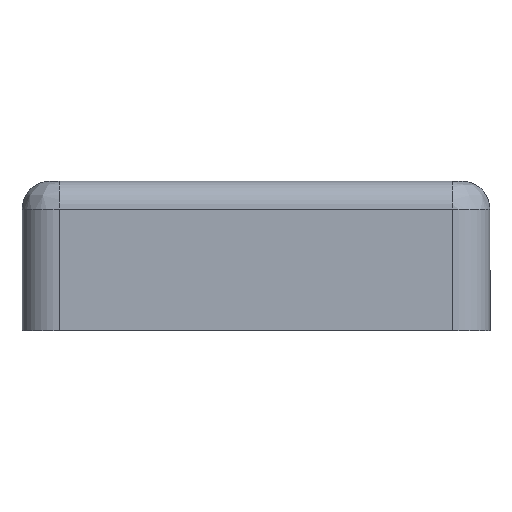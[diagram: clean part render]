
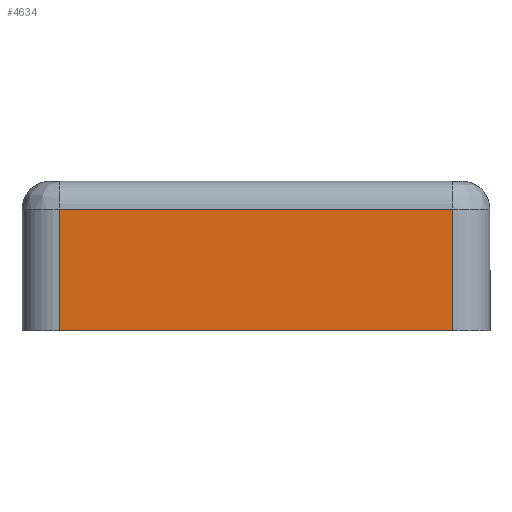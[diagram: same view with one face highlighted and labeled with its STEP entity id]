
A CAD part, left-side view. The second image highlights one B-rep face of the part: STEP entity #4634.
In plain terms, the highlighted planar face has unit normal (-1, 0, 0).
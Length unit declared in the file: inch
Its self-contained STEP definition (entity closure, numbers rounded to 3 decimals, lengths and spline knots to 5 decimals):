
#371 = EDGE_CURVE ( 'NONE', #3477, #1850, #6418, .T. ) ;
#517 = LINE ( 'NONE', #6304, #2963 ) ;
#683 = EDGE_CURVE ( 'NONE', #7460, #4859, #517, .T. ) ;
#955 = PLANE ( 'NONE',  #2524 ) ;
#1850 = VERTEX_POINT ( 'NONE', #3784 ) ;
#2326 = CARTESIAN_POINT ( 'NONE',  ( -1.9685, 0.98425, 0.62992 ) ) ;
#2346 = CARTESIAN_POINT ( 'NONE',  ( -1.9685, 0.82677, 0.51181 ) ) ;
#2450 = LINE ( 'NONE', #5850, #3414 ) ;
#2524 = AXIS2_PLACEMENT_3D ( 'NONE', #2326, #5130, #5121 ) ;
#2963 = VECTOR ( 'NONE', #6386, 39.37008 ) ;
#2993 = EDGE_CURVE ( 'NONE', #1850, #7460, #2450, .T. ) ;
#3034 = FACE_OUTER_BOUND ( 'NONE', #4816, .T. ) ;
#3267 = ORIENTED_EDGE ( 'NONE', *, *, #2993, .F. ) ;
#3414 = VECTOR ( 'NONE', #6338, 39.37008 ) ;
#3477 = VERTEX_POINT ( 'NONE', #5537 ) ;
#3771 = VECTOR ( 'NONE', #4758, 39.37008 ) ;
#3784 = CARTESIAN_POINT ( 'NONE',  ( -1.9685, -0.82677, 0. ) ) ;
#4056 = ORIENTED_EDGE ( 'NONE', *, *, #8326, .F. ) ;
#4634 = ADVANCED_FACE ( 'NONE', ( #3034 ), #955, .F. ) ;
#4692 = ORIENTED_EDGE ( 'NONE', *, *, #683, .F. ) ;
#4758 = DIRECTION ( 'NONE',  ( 0., -1., 0. ) ) ;
#4782 = CARTESIAN_POINT ( 'NONE',  ( -1.9685, -0.98425, 0.51181 ) ) ;
#4816 = EDGE_LOOP ( 'NONE', ( #4056, #4692, #3267, #5007 ) ) ;
#4859 = VERTEX_POINT ( 'NONE', #2346 ) ;
#5007 = ORIENTED_EDGE ( 'NONE', *, *, #371, .F. ) ;
#5121 = DIRECTION ( 'NONE',  ( 0., 0., -1. ) ) ;
#5130 = DIRECTION ( 'NONE',  ( 1., 0., 0. ) ) ;
#5537 = CARTESIAN_POINT ( 'NONE',  ( -1.9685, -0.82677, 0.51181 ) ) ;
#5631 = LINE ( 'NONE', #4782, #3771 ) ;
#5850 = CARTESIAN_POINT ( 'NONE',  ( -1.9685, 0.98425, 0. ) ) ;
#6304 = CARTESIAN_POINT ( 'NONE',  ( -1.9685, 0.82677, 0.62992 ) ) ;
#6338 = DIRECTION ( 'NONE',  ( 0., 1., 0. ) ) ;
#6386 = DIRECTION ( 'NONE',  ( 0., 0., 1. ) ) ;
#6418 = LINE ( 'NONE', #7792, #7270 ) ;
#6790 = CARTESIAN_POINT ( 'NONE',  ( -1.9685, 0.82677, 0. ) ) ;
#7270 = VECTOR ( 'NONE', #7648, 39.37008 ) ;
#7460 = VERTEX_POINT ( 'NONE', #6790 ) ;
#7648 = DIRECTION ( 'NONE',  ( 0., 0., -1. ) ) ;
#7792 = CARTESIAN_POINT ( 'NONE',  ( -1.9685, -0.82677, 0.62992 ) ) ;
#8326 = EDGE_CURVE ( 'NONE', #4859, #3477, #5631, .T. ) ;
